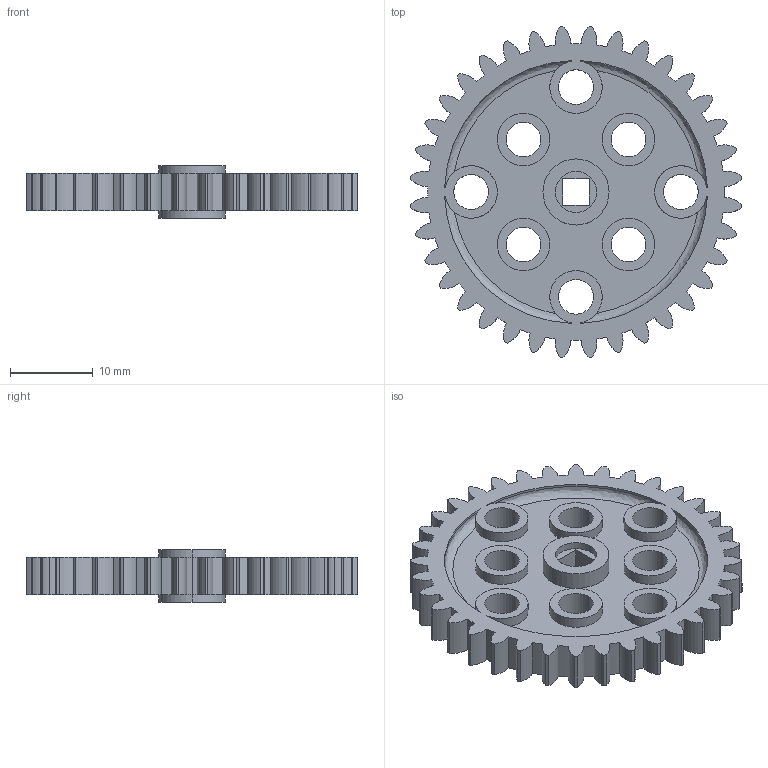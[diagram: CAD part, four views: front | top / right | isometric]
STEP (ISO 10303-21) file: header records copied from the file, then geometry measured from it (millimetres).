
FILE_DESCRIPTION (( 'STEP AP214' ), '1' );
FILE_NAME ('228-2500-214.STEP', '2014-03-06T19:52:44', ( '' ), ( '' ), 'SwSTEP 2.0', 'SolidWorks 2013', '' );
FILE_SCHEMA (( 'AUTOMOTIVE_DESIGN' ));
Length unit declared in the file: millimetre
Products named in the file (1): 228-2500-214
Bounding box: 40.08 x 40.08 x 6.35 mm (x, y, z)
Volume: 3423.4 mm3; surface area: 4274.6 mm2
Topology: 1 solids, 1 shells, 263 faces, 741 edges, 494 vertices
Faces by surface type: cylinder 219, plane 36, bspline 8
Entity records: 9215 total; most frequent: CARTESIAN_POINT 2007, DIRECTION 1651, ORIENTED_EDGE 1482, EDGE_CURVE 741, AXIS2_PLACEMENT_3D 694, VERTEX_POINT 494, CIRCLE 438, EDGE_LOOP 295
